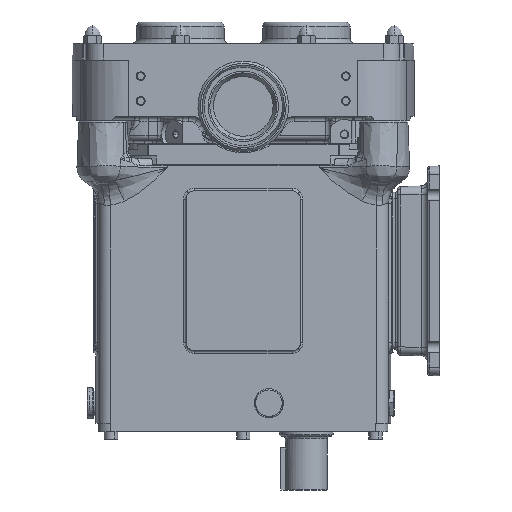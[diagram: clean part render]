
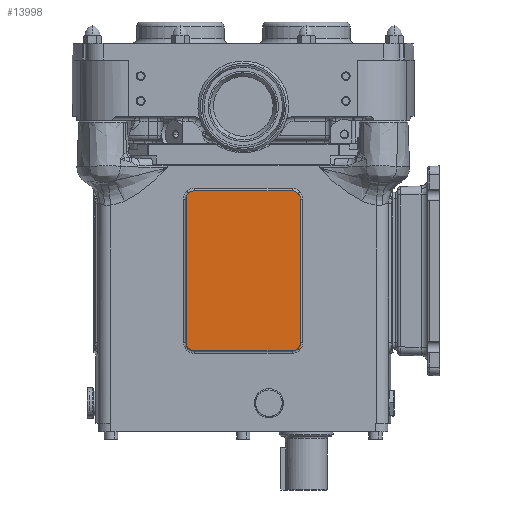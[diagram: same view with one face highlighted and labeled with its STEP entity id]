
A CAD part, left-side view. The second image highlights one B-rep face of the part: STEP entity #13998.
In plain terms, the highlighted planar face has unit normal (-1, 0, 0).
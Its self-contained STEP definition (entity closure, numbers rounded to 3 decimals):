
#298 = CARTESIAN_POINT ( 'NONE',  ( -98., -59.181, -295.492 ) ) ;
#751 = PLANE ( 'NONE',  #29578 ) ;
#3383 = CARTESIAN_POINT ( 'NONE',  ( -98., -59.181, -102.143 ) ) ;
#3794 = CARTESIAN_POINT ( 'NONE',  ( -98., 65.036, -295.492 ) ) ;
#5279 = VERTEX_POINT ( 'NONE', #44678 ) ;
#7416 = DIRECTION ( 'NONE',  ( 0., 0., 1. ) ) ;
#7992 = ORIENTED_EDGE ( 'NONE', *, *, #49792, .T. ) ;
#8007 =( BOUNDED_CURVE ( )  B_SPLINE_CURVE ( 3, ( #45001, #40917, #31115, #45944 ),
 .UNSPECIFIED., .F., .F. ) 
 B_SPLINE_CURVE_WITH_KNOTS ( ( 4, 4 ),
 ( 5.498, 7.068 ),
 .UNSPECIFIED. ) 
 CURVE ( )  GEOMETRIC_REPRESENTATION_ITEM ( )  RATIONAL_B_SPLINE_CURVE ( ( 1., 0.805, 0.805, 1. ) ) 
 REPRESENTATION_ITEM ( '' )  );
#9187 = CARTESIAN_POINT ( 'NONE',  ( -98., 69.175, -291.354 ) ) ;
#10061 = VECTOR ( 'NONE', #58542, 1000. ) ;
#11981 = CARTESIAN_POINT ( 'NONE',  ( -98., -69., -295.492 ) ) ;
#12533 =( BOUNDED_CURVE ( )  B_SPLINE_CURVE ( 3, ( #39047, #20093, #58226, #15060 ),
 .UNSPECIFIED., .F., .F. ) 
 B_SPLINE_CURVE_WITH_KNOTS ( ( 4, 4 ),
 ( 5.498, 7.068 ),
 .UNSPECIFIED. ) 
 CURVE ( )  GEOMETRIC_REPRESENTATION_ITEM ( )  RATIONAL_B_SPLINE_CURVE ( ( 1., 0.805, 0.805, 1. ) ) 
 REPRESENTATION_ITEM ( '' )  );
#13621 = CARTESIAN_POINT ( 'NONE',  ( -98., 69.175, -285.498 ) ) ;
#13998 = ADVANCED_FACE ( 'NONE', ( #32938 ), #751, .F. ) ;
#15060 = CARTESIAN_POINT ( 'NONE',  ( -98., 69.175, -112.137 ) ) ;
#15672 = EDGE_CURVE ( 'NONE', #18755, #5279, #22332, .T. ) ;
#16178 = CARTESIAN_POINT ( 'NONE',  ( -98., -90., -383.5 ) ) ;
#17538 = CARTESIAN_POINT ( 'NONE',  ( -98., -59.181, -295.492 ) ) ;
#18042 = EDGE_CURVE ( 'NONE', #34823, #50815, #12533, .T. ) ;
#18755 = VERTEX_POINT ( 'NONE', #50044 ) ;
#19980 = DIRECTION ( 'NONE',  ( 1., 0., 0. ) ) ;
#20093 = CARTESIAN_POINT ( 'NONE',  ( -98., 65.036, -102.143 ) ) ;
#20561 = ORIENTED_EDGE ( 'NONE', *, *, #28798, .T. ) ;
#20609 = DIRECTION ( 'NONE',  ( 0., 0., 1. ) ) ;
#22121 = ORIENTED_EDGE ( 'NONE', *, *, #44138, .F. ) ;
#22332 = LINE ( 'NONE', #61062, #61777 ) ;
#22378 = DIRECTION ( 'NONE',  ( 0., 1., 0. ) ) ;
#23301 = EDGE_CURVE ( 'NONE', #60985, #5279, #44023, .T. ) ;
#24231 = CARTESIAN_POINT ( 'NONE',  ( -98., -69., -102.143 ) ) ;
#28054 = ORIENTED_EDGE ( 'NONE', *, *, #29253, .F. ) ;
#28649 = VERTEX_POINT ( 'NONE', #32132 ) ;
#28798 = EDGE_CURVE ( 'NONE', #18755, #53826, #8007, .T. ) ;
#29253 = EDGE_CURVE ( 'NONE', #56942, #50815, #30720, .T. ) ;
#29578 = AXIS2_PLACEMENT_3D ( 'NONE', #16178, #19980, #20609 ) ;
#30525 = EDGE_CURVE ( 'NONE', #60985, #28649, #32466, .T. ) ;
#30631 = ORIENTED_EDGE ( 'NONE', *, *, #23301, .T. ) ;
#30720 = LINE ( 'NONE', #59700, #59339 ) ;
#31115 = CARTESIAN_POINT ( 'NONE',  ( -98., -65.036, -102.143 ) ) ;
#32044 = CARTESIAN_POINT ( 'NONE',  ( -98., -69.175, -285.498 ) ) ;
#32132 = CARTESIAN_POINT ( 'NONE',  ( -98., 59.181, -295.492 ) ) ;
#32420 = DIRECTION ( 'NONE',  ( 0., 0., -1. ) ) ;
#32466 = LINE ( 'NONE', #11981, #37311 ) ;
#32938 = FACE_OUTER_BOUND ( 'NONE', #33524, .T. ) ;
#33436 = CARTESIAN_POINT ( 'NONE',  ( -98., 59.181, -295.492 ) ) ;
#33524 = EDGE_LOOP ( 'NONE', ( #20561, #22121, #34944, #28054, #7992, #59540, #30631, #53469 ) ) ;
#34098 = CARTESIAN_POINT ( 'NONE',  ( -98., 59.181, -102.143 ) ) ;
#34327 = LINE ( 'NONE', #24231, #10061 ) ;
#34823 = VERTEX_POINT ( 'NONE', #34098 ) ;
#34944 = ORIENTED_EDGE ( 'NONE', *, *, #18042, .T. ) ;
#36790 = CARTESIAN_POINT ( 'NONE',  ( -98., -65.036, -295.492 ) ) ;
#37311 = VECTOR ( 'NONE', #22378, 1000. ) ;
#37876 = CARTESIAN_POINT ( 'NONE',  ( -98., 69.175, -285.498 ) ) ;
#38974 =( BOUNDED_CURVE ( )  B_SPLINE_CURVE ( 3, ( #37876, #9187, #3794, #33436 ),
 .UNSPECIFIED., .F., .F. ) 
 B_SPLINE_CURVE_WITH_KNOTS ( ( 4, 4 ),
 ( 5.498, 7.068 ),
 .UNSPECIFIED. ) 
 CURVE ( )  GEOMETRIC_REPRESENTATION_ITEM ( )  RATIONAL_B_SPLINE_CURVE ( ( 1., 0.805, 0.805, 1. ) ) 
 REPRESENTATION_ITEM ( '' )  );
#39047 = CARTESIAN_POINT ( 'NONE',  ( -98., 59.181, -102.143 ) ) ;
#40917 = CARTESIAN_POINT ( 'NONE',  ( -98., -69.175, -106.281 ) ) ;
#44023 =( BOUNDED_CURVE ( )  B_SPLINE_CURVE ( 3, ( #17538, #36790, #55976, #32044 ),
 .UNSPECIFIED., .F., .F. ) 
 B_SPLINE_CURVE_WITH_KNOTS ( ( 4, 4 ),
 ( 5.498, 7.068 ),
 .UNSPECIFIED. ) 
 CURVE ( )  GEOMETRIC_REPRESENTATION_ITEM ( )  RATIONAL_B_SPLINE_CURVE ( ( 1., 0.805, 0.805, 1. ) ) 
 REPRESENTATION_ITEM ( '' )  );
#44138 = EDGE_CURVE ( 'NONE', #34823, #53826, #34327, .T. ) ;
#44678 = CARTESIAN_POINT ( 'NONE',  ( -98., -69.175, -285.498 ) ) ;
#45001 = CARTESIAN_POINT ( 'NONE',  ( -98., -69.175, -112.137 ) ) ;
#45944 = CARTESIAN_POINT ( 'NONE',  ( -98., -59.181, -102.143 ) ) ;
#49792 = EDGE_CURVE ( 'NONE', #56942, #28649, #38974, .T. ) ;
#50044 = CARTESIAN_POINT ( 'NONE',  ( -98., -69.175, -112.137 ) ) ;
#50815 = VERTEX_POINT ( 'NONE', #52377 ) ;
#52377 = CARTESIAN_POINT ( 'NONE',  ( -98., 69.175, -112.137 ) ) ;
#53469 = ORIENTED_EDGE ( 'NONE', *, *, #15672, .F. ) ;
#53826 = VERTEX_POINT ( 'NONE', #3383 ) ;
#55976 = CARTESIAN_POINT ( 'NONE',  ( -98., -69.175, -291.354 ) ) ;
#56942 = VERTEX_POINT ( 'NONE', #13621 ) ;
#58226 = CARTESIAN_POINT ( 'NONE',  ( -98., 69.175, -106.281 ) ) ;
#58542 = DIRECTION ( 'NONE',  ( 0., -1., 0. ) ) ;
#59339 = VECTOR ( 'NONE', #7416, 1000. ) ;
#59540 = ORIENTED_EDGE ( 'NONE', *, *, #30525, .F. ) ;
#59700 = CARTESIAN_POINT ( 'NONE',  ( -98., 69.175, -295.317 ) ) ;
#60985 = VERTEX_POINT ( 'NONE', #298 ) ;
#61062 = CARTESIAN_POINT ( 'NONE',  ( -98., -69.175, -295.317 ) ) ;
#61777 = VECTOR ( 'NONE', #32420, 1000. ) ;
